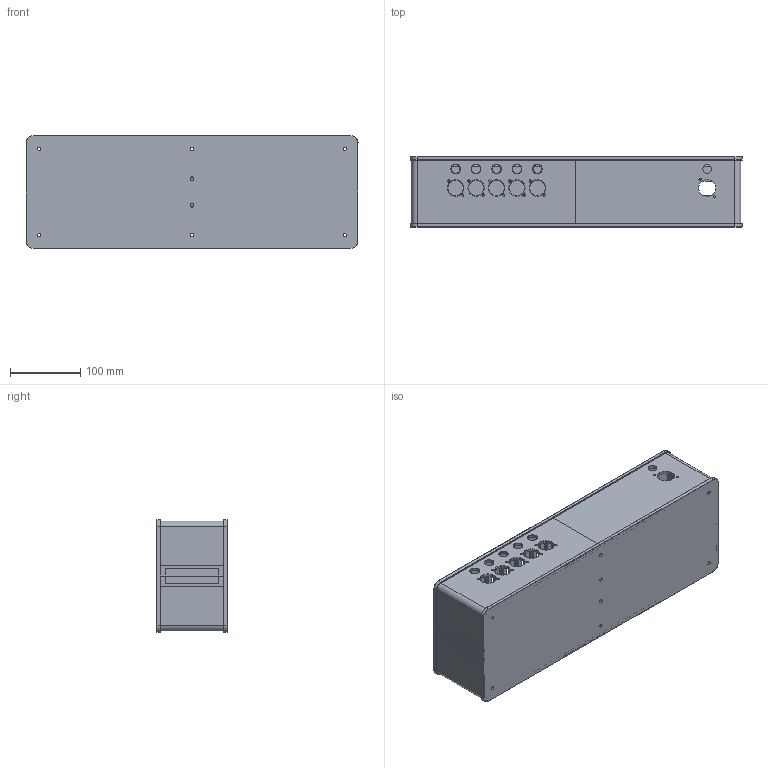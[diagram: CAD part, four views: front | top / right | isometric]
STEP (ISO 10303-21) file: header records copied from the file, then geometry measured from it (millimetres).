
FILE_DESCRIPTION(/* description */ (''),/* implementation_level */ '2;1');
FILE_NAME(/* name */ 'controll box universal v41.step',/* time_stamp */ '2022-08-13T07:46:31+02:00',/* author */ (''),/* organization */ (''),/* preprocessor_version */ 'ST-DEVELOPER v19',/* originating_system */ 'Autodesk Translation Framework v11.7.0.108',/* authorisation */ '');
FILE_SCHEMA (('AUTOMOTIVE_DESIGN { 1 0 10303 214 3 1 1 }'));
Length unit declared in the file: millimetre
Products named in the file (11): controll box universal; baseplate Chassis aluminium; electronics moiunting plate; top cover; 3d printed sides; joints; Component13; spaces; Component15; Component16; standoff
Assembly tree (10 placements, depth 3):
  controll box universal
    baseplate Chassis aluminium
    electronics moiunting plate
    top cover
    3d printed sides
    joints
      Component13
    spaces
      Component15
      Component16
    standoff
Bounding box: 471.32 x 100 x 160 mm (x, y, z)
Volume: 1637959.5 mm3; surface area: 743928 mm2
Topology: 13 solids, 13 shells, 673 faces, 1730 edges, 1088 vertices
Faces by surface type: plane 389, cylinder 196, cone 88
Full cylindrical faces by diameter (mm): 3.2 x16, 3.5 x2, 4.5 x7, 5 x2, 5.5 x6, 10 x1, 10.3 x8, 12.4 x6, 17.2 x2, 22 x5, 24 x1
Entity records: 20873 total; most frequent: DIRECTION 3590, CARTESIAN_POINT 3512, ORIENTED_EDGE 3460, EDGE_CURVE 1730, LINE 1258, VECTOR 1258, AXIS2_PLACEMENT_3D 1166, VERTEX_POINT 1088
